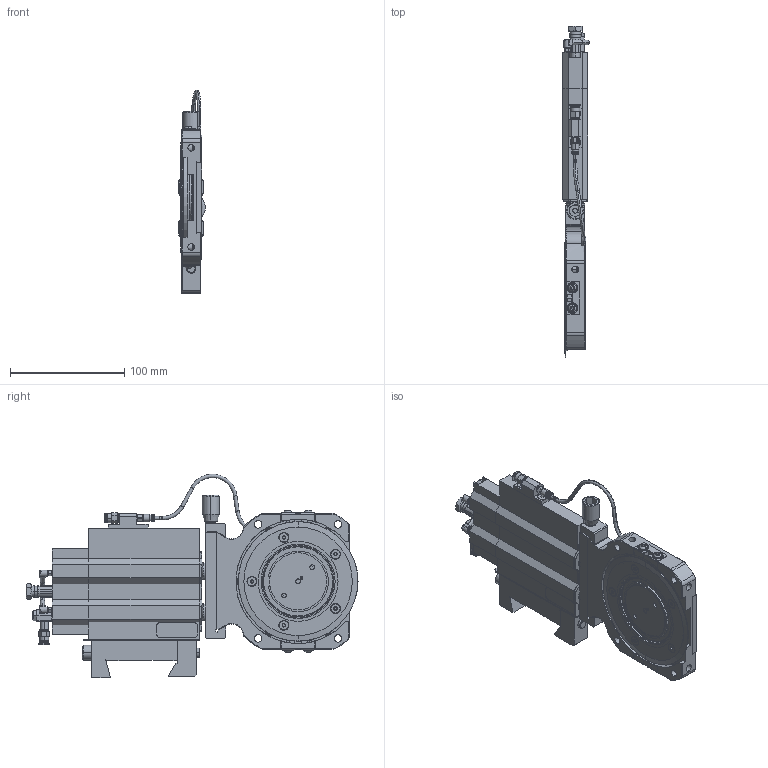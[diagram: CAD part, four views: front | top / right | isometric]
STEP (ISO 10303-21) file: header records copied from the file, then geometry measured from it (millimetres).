
FILE_DESCRIPTION (( 'STEP AP214' ), '1' );
FILE_NAME ('P3105-0016.STEP', '2022-06-23T13:33:37', ( '' ), ( '' ), 'SwSTEP 2.0', 'SolidWorks 2021', '' );
FILE_SCHEMA (( 'AUTOMOTIVE_DESIGN' ));
Length unit declared in the file: inch
Products named in the file (1): P3105-0016
Bounding box: 23.36 x 291 x 178.36 mm (x, y, z)
Surface area: 136313.7 mm2 (no closed solid volume)
Topology: 0 solids, 88 shells, 1034 faces, 3245 edges, 2270 vertices
Faces by surface type: plane 501, cylinder 324, cone 155, torus 38, bspline 14, sphere 2
Entity records: 51223 total; most frequent: CARTESIAN_POINT 8937, DIRECTION 6224, ORIENTED_EDGE 5310, EDGE_CURVE 3241, VERTEX_POINT 2270, AXIS2_PLACEMENT_3D 2254, VECTOR 1716, LINE 1716
